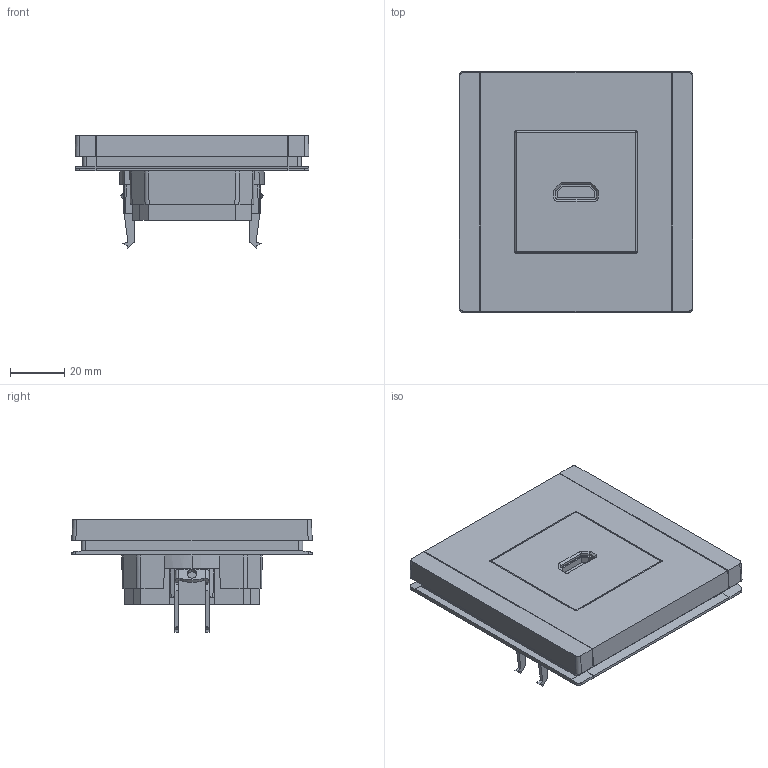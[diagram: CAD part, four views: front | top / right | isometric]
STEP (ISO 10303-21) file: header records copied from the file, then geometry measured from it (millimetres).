
FILE_DESCRIPTION (( 'STEP AP214' ), '1' );
FILE_NAME ('FORTE&PIANO Ðîç. HDMI.STEP', '2025-03-14T13:43:26', ( '' ), ( '' ), 'SwSTEP 2.0', 'SolidWorks 2022', '' );
FILE_SCHEMA (( 'AUTOMOTIVE_DESIGN' ));
Length unit declared in the file: millimetre
Products named in the file (1): FORTE&PIANO Роз. HDMI
Bounding box: 86.46 x 89 x 41.56 mm (x, y, z)
Volume: 133665.2 mm3; surface area: 41334.3 mm2
Topology: 1 solids, 31 shells, 1533 faces, 4351 edges, 2865 vertices
Faces by surface type: plane 1126, cylinder 329, cone 40, bspline 30, sphere 4, torus 4
Entity records: 49918 total; most frequent: CARTESIAN_POINT 11209, ORIENTED_EDGE 8702, DIRECTION 7249, EDGE_CURVE 4351, VECTOR 3367, LINE 3367, VERTEX_POINT 2865, AXIS2_PLACEMENT_3D 1941
